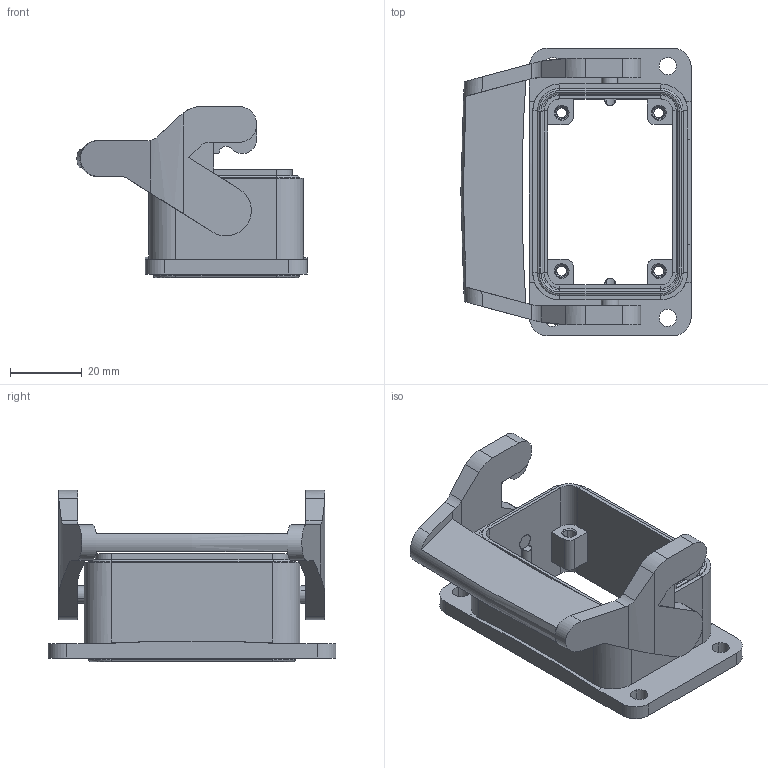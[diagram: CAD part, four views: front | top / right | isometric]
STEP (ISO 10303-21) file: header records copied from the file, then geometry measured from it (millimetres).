
FILE_DESCRIPTION(('CATIA V5 STEP Exchange','CAx-IF Rec.Pracs.--- Model Styling and Organization---1.5--- 2016-08-15','CAx-IF Rec.Pracs.---Supplemental Geometry---1.0---2011-11-01','CAx-IF Rec.Pracs.--- Composite Materials ---1.1---2010-07-15'),'2;1');
FILE_NAME ('13262862_3', '2025-03-27T08:25:46+00:00', ('none'), ('Weidmueller'), 'CATIA Version 5-6 Release 2022 SP4 HF5', 'CATIA V5 STEP AP214 v3', 'none');
FILE_SCHEMA(('AUTOMOTIVE_DESIGN { 1 0 10303 214 1 1 1 1 }'));
Length unit declared in the file: millimetre
Products named in the file (1): 2542230000
Bounding box: 64 x 80 x 47.6 mm (x, y, z)
Volume: 39859.1 mm3; surface area: 26592.7 mm2
Topology: 1 solids, 2 shells, 399 faces, 956 edges, 566 vertices
Faces by surface type: plane 188, cylinder 138, torus 41, cone 32
Entity records: 10720 total; most frequent: CARTESIAN_POINT 2044, ORIENTED_EDGE 1912, DIRECTION 1443, EDGE_CURVE 956, AXIS2_PLACEMENT_3D 624, VERTEX_POINT 566, VECTOR 552, LINE 552
